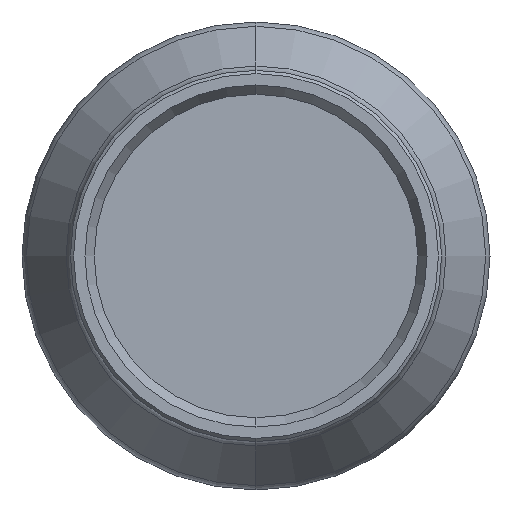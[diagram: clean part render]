
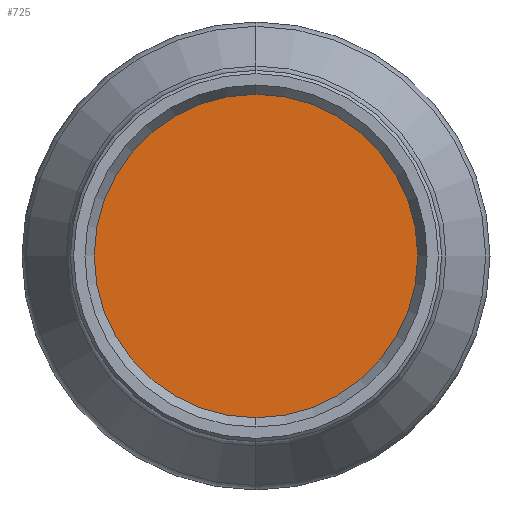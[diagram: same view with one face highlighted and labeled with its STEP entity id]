
A CAD part, left-side view. The second image highlights one B-rep face of the part: STEP entity #725.
In plain terms, the highlighted planar face has unit normal (-1, 0, 0).
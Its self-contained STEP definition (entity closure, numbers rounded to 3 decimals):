
#14 = EDGE_LOOP ( 'NONE', ( #459, #517 ) ) ;
#21 = CIRCLE ( 'NONE', #450, 10.023 ) ;
#25 = DIRECTION ( 'NONE',  ( 0., 0., 1. ) ) ;
#27 = FACE_OUTER_BOUND ( 'NONE', #14, .T. ) ;
#76 = DIRECTION ( 'NONE',  ( 0., 0., 1. ) ) ;
#94 = EDGE_CURVE ( 'NONE', #190, #235, #221, .T. ) ;
#142 = CARTESIAN_POINT ( 'NONE',  ( -69., 0., 0. ) ) ;
#159 = DIRECTION ( 'NONE',  ( 1., 0., 0. ) ) ;
#190 = VERTEX_POINT ( 'NONE', #262 ) ;
#198 = DIRECTION ( 'NONE',  ( 1., 0., 0. ) ) ;
#221 = CIRCLE ( 'NONE', #627, 10.023 ) ;
#235 = VERTEX_POINT ( 'NONE', #623 ) ;
#250 = EDGE_CURVE ( 'NONE', #235, #190, #21, .T. ) ;
#261 = CARTESIAN_POINT ( 'NONE',  ( -69., 0., 0. ) ) ;
#262 = CARTESIAN_POINT ( 'NONE',  ( -69., 0., 10.023 ) ) ;
#363 = CARTESIAN_POINT ( 'NONE',  ( -69., 0., 0. ) ) ;
#369 = DIRECTION ( 'NONE',  ( 0., 0., 1. ) ) ;
#420 = AXIS2_PLACEMENT_3D ( 'NONE', #261, #682, #369 ) ;
#450 = AXIS2_PLACEMENT_3D ( 'NONE', #142, #159, #25 ) ;
#459 = ORIENTED_EDGE ( 'NONE', *, *, #94, .F. ) ;
#517 = ORIENTED_EDGE ( 'NONE', *, *, #250, .F. ) ;
#623 = CARTESIAN_POINT ( 'NONE',  ( -69., 0., -10.023 ) ) ;
#627 = AXIS2_PLACEMENT_3D ( 'NONE', #363, #198, #76 ) ;
#682 = DIRECTION ( 'NONE',  ( -1., 0., 0. ) ) ;
#685 = PLANE ( 'NONE',  #420 ) ;
#725 = ADVANCED_FACE ( 'NONE', ( #27 ), #685, .T. ) ;
